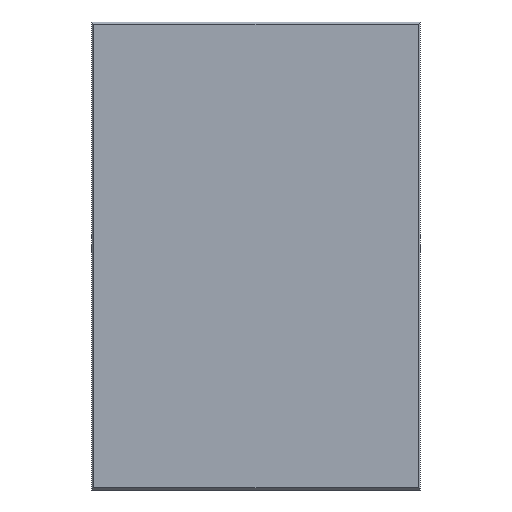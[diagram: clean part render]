
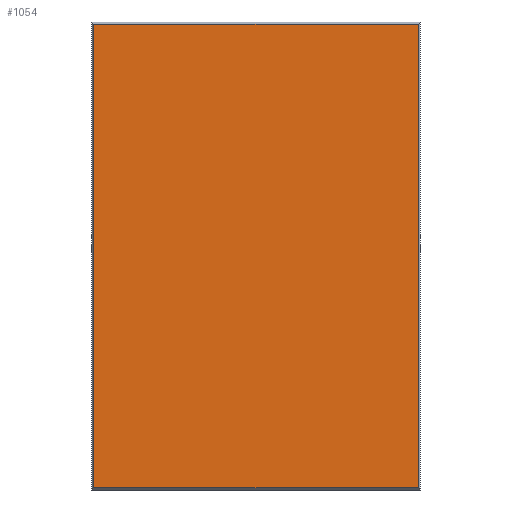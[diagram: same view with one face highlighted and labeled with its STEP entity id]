
A CAD part, front view. The second image highlights one B-rep face of the part: STEP entity #1054.
In plain terms, the highlighted planar face has unit normal (0, -1, 0).
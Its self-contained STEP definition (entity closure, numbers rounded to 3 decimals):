
#28=FACE_OUTER_BOUND('',#89,.T.);
#89=EDGE_LOOP('',(#719,#720,#721,#722));
#151=LINE('',#1460,#299);
#155=LINE('',#1468,#303);
#158=LINE('',#1474,#306);
#162=LINE('',#1480,#310);
#299=VECTOR('',#1188,10.);
#303=VECTOR('',#1194,10.);
#306=VECTOR('',#1199,10.);
#310=VECTOR('',#1205,10.);
#447=VERTEX_POINT('',#1458);
#448=VERTEX_POINT('',#1459);
#451=VERTEX_POINT('',#1467);
#453=VERTEX_POINT('',#1473);
#543=EDGE_CURVE('',#447,#448,#151,.T.);
#547=EDGE_CURVE('',#448,#451,#155,.T.);
#550=EDGE_CURVE('',#451,#453,#158,.T.);
#554=EDGE_CURVE('',#453,#447,#162,.T.);
#719=ORIENTED_EDGE('',*,*,#543,.F.);
#720=ORIENTED_EDGE('',*,*,#554,.F.);
#721=ORIENTED_EDGE('',*,*,#550,.F.);
#722=ORIENTED_EDGE('',*,*,#547,.F.);
#993=PLANE('',#1129);
#1054=ADVANCED_FACE('',(#28),#993,.T.);
#1129=AXIS2_PLACEMENT_3D('',#1499,#1219,#1220);
#1188=DIRECTION('',(1.,0.,0.));
#1194=DIRECTION('',(0.,0.,-1.));
#1199=DIRECTION('',(-1.,0.,0.));
#1205=DIRECTION('',(0.,0.,1.));
#1219=DIRECTION('center_axis',(0.,-1.,0.));
#1220=DIRECTION('ref_axis',(0.,0.,-1.));
#1458=CARTESIAN_POINT('',(-75.2,-3.,107.5));
#1459=CARTESIAN_POINT('',(75.2,-3.,107.5));
#1460=CARTESIAN_POINT('',(38.1,-3.,107.5));
#1467=CARTESIAN_POINT('',(75.2,-3.,-107.5));
#1468=CARTESIAN_POINT('',(75.2,-3.,-54.25));
#1473=CARTESIAN_POINT('',(-75.2,-3.,-107.5));
#1474=CARTESIAN_POINT('',(-38.1,-3.,-107.5));
#1480=CARTESIAN_POINT('',(-75.2,-3.,54.25));
#1499=CARTESIAN_POINT('Origin',(0.,-3.,0.));
